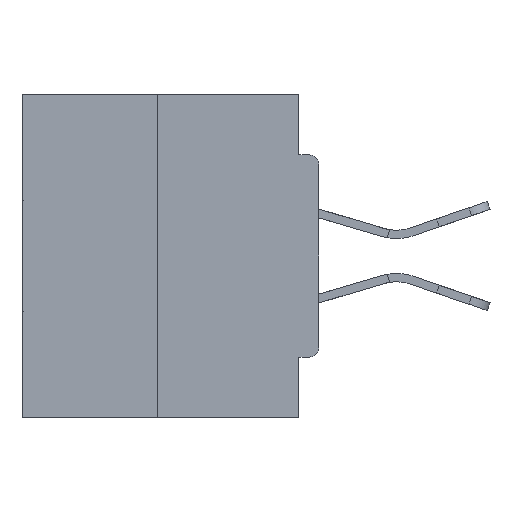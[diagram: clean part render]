
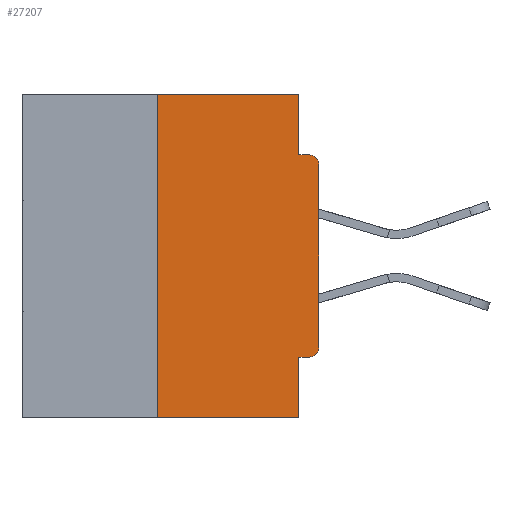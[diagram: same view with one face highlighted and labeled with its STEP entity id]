
A CAD part, left-side view. The second image highlights one B-rep face of the part: STEP entity #27207.
In plain terms, the highlighted planar face has unit normal (-1, 0, 0).
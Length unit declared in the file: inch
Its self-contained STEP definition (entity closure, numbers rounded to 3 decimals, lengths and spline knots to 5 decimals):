
#105 = VERTEX_POINT ( 'NONE', #31287 ) ;
#374 = VECTOR ( 'NONE', #32770, 39.37008 ) ;
#1366 = VERTEX_POINT ( 'NONE', #40529 ) ;
#1708 = EDGE_CURVE ( 'NONE', #33105, #20711, #33266, .T. ) ;
#2429 = LINE ( 'NONE', #15018, #18345 ) ;
#2514 = ORIENTED_EDGE ( 'NONE', *, *, #20719, .F. ) ;
#2919 = ORIENTED_EDGE ( 'NONE', *, *, #35464, .F. ) ;
#3162 = DIRECTION ( 'NONE',  ( 0., 1., 0. ) ) ;
#3877 = LINE ( 'NONE', #16478, #4402 ) ;
#4402 = VECTOR ( 'NONE', #6990, 39.37008 ) ;
#6676 = LINE ( 'NONE', #7075, #14262 ) ;
#6816 = VERTEX_POINT ( 'NONE', #18781 ) ;
#6990 = DIRECTION ( 'NONE',  ( 0., 0., 1. ) ) ;
#7075 = CARTESIAN_POINT ( 'NONE',  ( 0., 0., -0.4065 ) ) ;
#7134 = CARTESIAN_POINT ( 'NONE',  ( 0., 0.25, 0. ) ) ;
#8198 = LINE ( 'NONE', #39783, #11977 ) ;
#9332 = VERTEX_POINT ( 'NONE', #33077 ) ;
#9469 = DIRECTION ( 'NONE',  ( 0., -1., 0. ) ) ;
#9867 = CARTESIAN_POINT ( 'NONE',  ( 0., 0.46, -0.5 ) ) ;
#11497 = DIRECTION ( 'NONE',  ( 0., -1., 0. ) ) ;
#11977 = VECTOR ( 'NONE', #11497, 39.37008 ) ;
#12980 = CARTESIAN_POINT ( 'NONE',  ( 0., 0.031, 0. ) ) ;
#14171 = ORIENTED_EDGE ( 'NONE', *, *, #16442, .F. ) ;
#14221 = VERTEX_POINT ( 'NONE', #31627 ) ;
#14262 = VECTOR ( 'NONE', #3162, 39.37008 ) ;
#14696 = CARTESIAN_POINT ( 'NONE',  ( 0., 0.015, -0.1085 ) ) ;
#14843 = VECTOR ( 'NONE', #29396, 39.37008 ) ;
#14982 = EDGE_CURVE ( 'NONE', #36972, #6816, #24120, .T. ) ;
#15018 = CARTESIAN_POINT ( 'NONE',  ( 0., 0.031, -0.5 ) ) ;
#15920 = EDGE_CURVE ( 'NONE', #1366, #105, #18760, .T. ) ;
#16442 = EDGE_CURVE ( 'NONE', #1366, #9332, #17026, .T. ) ;
#16478 = CARTESIAN_POINT ( 'NONE',  ( 0., 0., 0. ) ) ;
#17026 = LINE ( 'NONE', #7134, #14843 ) ;
#17654 = EDGE_CURVE ( 'NONE', #14221, #38366, #6676, .T. ) ;
#17873 = CARTESIAN_POINT ( 'NONE',  ( 0., 0., -0.3915 ) ) ;
#17911 = PLANE ( 'NONE',  #38264 ) ;
#18025 = EDGE_CURVE ( 'NONE', #18252, #33105, #3877, .T. ) ;
#18109 = DIRECTION ( 'NONE',  ( 1., 0., 0. ) ) ;
#18252 = VERTEX_POINT ( 'NONE', #17873 ) ;
#18345 = VECTOR ( 'NONE', #30451, 39.37008 ) ;
#18760 = LINE ( 'NONE', #9867, #32585 ) ;
#18781 = CARTESIAN_POINT ( 'NONE',  ( 0., 0.031, -0.0935 ) ) ;
#19036 = CIRCLE ( 'NONE', #27581, 0.015 ) ;
#20190 = CARTESIAN_POINT ( 'NONE',  ( 0., 0.46, 0. ) ) ;
#20711 = VERTEX_POINT ( 'NONE', #36674 ) ;
#20719 = EDGE_CURVE ( 'NONE', #38366, #105, #2429, .T. ) ;
#21420 = DIRECTION ( 'NONE',  ( 0., 0., -1. ) ) ;
#24120 = LINE ( 'NONE', #36116, #32518 ) ;
#24281 = DIRECTION ( 'NONE',  ( 0., 0., -1. ) ) ;
#24730 = DIRECTION ( 'NONE',  ( -1., 0., 0. ) ) ;
#24778 = DIRECTION ( 'NONE',  ( -1., 0., 0. ) ) ;
#25176 = CARTESIAN_POINT ( 'NONE',  ( 0., 0., -0.1085 ) ) ;
#25646 = ORIENTED_EDGE ( 'NONE', *, *, #15920, .T. ) ;
#26678 = CARTESIAN_POINT ( 'NONE',  ( 0., 0.031, -0.4065 ) ) ;
#27207 = ADVANCED_FACE ( 'NONE', ( #40207 ), #17911, .F. ) ;
#27581 = AXIS2_PLACEMENT_3D ( 'NONE', #34436, #24730, #21420 ) ;
#28135 = ORIENTED_EDGE ( 'NONE', *, *, #17654, .F. ) ;
#29396 = DIRECTION ( 'NONE',  ( 0., 0., 1. ) ) ;
#29716 = EDGE_CURVE ( 'NONE', #6816, #20711, #8198, .T. ) ;
#29796 = ORIENTED_EDGE ( 'NONE', *, *, #1708, .T. ) ;
#30451 = DIRECTION ( 'NONE',  ( 0., 0., -1. ) ) ;
#30503 = DIRECTION ( 'NONE',  ( 0., 0., -1. ) ) ;
#30953 = DIRECTION ( 'NONE',  ( 0., 0., -1. ) ) ;
#31287 = CARTESIAN_POINT ( 'NONE',  ( 0., 0.031, -0.5 ) ) ;
#31627 = CARTESIAN_POINT ( 'NONE',  ( 0., 0.015, -0.4065 ) ) ;
#32518 = VECTOR ( 'NONE', #30503, 39.37008 ) ;
#32577 = LINE ( 'NONE', #20190, #374 ) ;
#32585 = VECTOR ( 'NONE', #9469, 39.37008 ) ;
#32770 = DIRECTION ( 'NONE',  ( 0., -1., 0. ) ) ;
#32774 = ORIENTED_EDGE ( 'NONE', *, *, #14982, .F. ) ;
#33055 = ORIENTED_EDGE ( 'NONE', *, *, #39342, .T. ) ;
#33077 = CARTESIAN_POINT ( 'NONE',  ( 0., 0.25, 0. ) ) ;
#33105 = VERTEX_POINT ( 'NONE', #25176 ) ;
#33266 = CIRCLE ( 'NONE', #35939, 0.015 ) ;
#34436 = CARTESIAN_POINT ( 'NONE',  ( 0., 0.015, -0.3915 ) ) ;
#34749 = EDGE_LOOP ( 'NONE', ( #2919, #14171, #25646, #2514, #28135, #33055, #40482, #29796, #35605, #32774 ) ) ;
#35464 = EDGE_CURVE ( 'NONE', #9332, #36972, #32577, .T. ) ;
#35605 = ORIENTED_EDGE ( 'NONE', *, *, #29716, .F. ) ;
#35939 = AXIS2_PLACEMENT_3D ( 'NONE', #14696, #24778, #30953 ) ;
#36116 = CARTESIAN_POINT ( 'NONE',  ( 0., 0.031, 0. ) ) ;
#36674 = CARTESIAN_POINT ( 'NONE',  ( 0., 0.015, -0.0935 ) ) ;
#36972 = VERTEX_POINT ( 'NONE', #12980 ) ;
#37095 = CARTESIAN_POINT ( 'NONE',  ( 0., 0.46, 0. ) ) ;
#38264 = AXIS2_PLACEMENT_3D ( 'NONE', #37095, #18109, #24281 ) ;
#38366 = VERTEX_POINT ( 'NONE', #26678 ) ;
#39342 = EDGE_CURVE ( 'NONE', #14221, #18252, #19036, .T. ) ;
#39783 = CARTESIAN_POINT ( 'NONE',  ( 0., 0., -0.0935 ) ) ;
#40207 = FACE_OUTER_BOUND ( 'NONE', #34749, .T. ) ;
#40482 = ORIENTED_EDGE ( 'NONE', *, *, #18025, .T. ) ;
#40529 = CARTESIAN_POINT ( 'NONE',  ( 0., 0.25, -0.5 ) ) ;
